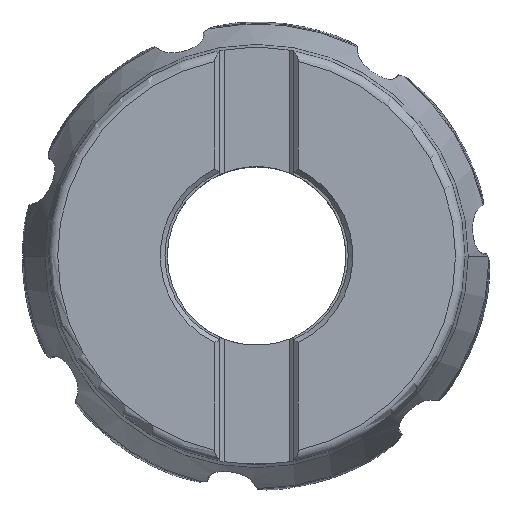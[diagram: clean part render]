
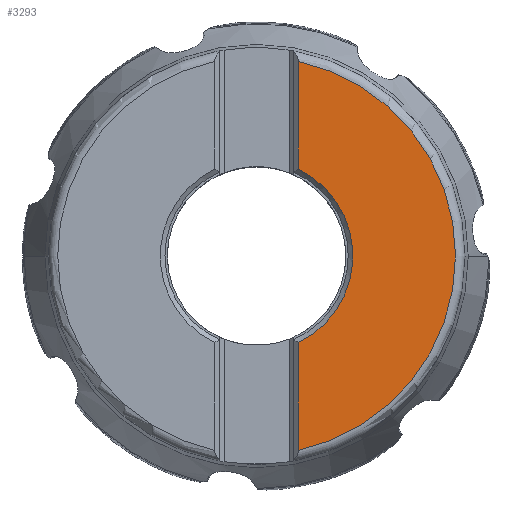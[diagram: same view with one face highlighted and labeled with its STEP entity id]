
A CAD part, top view. The second image highlights one B-rep face of the part: STEP entity #3293.
In plain terms, the highlighted planar face has unit normal (0, 0, 1).
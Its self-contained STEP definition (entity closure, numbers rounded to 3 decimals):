
#1278=FACE_OUTER_BOUND('',#4460,.T.);
#1963=LINE('',#56230,#2539);
#1964=LINE('',#56232,#2540);
#2539=VECTOR('',#20254,1.);
#2540=VECTOR('',#20257,1.);
#3293=ADVANCED_FACE('',(#1278),#3818,.T.);
#3818=PLANE('',#17339);
#4460=EDGE_LOOP('',(#9255,#9256,#9257,#9258,#9259));
#9255=ORIENTED_EDGE('',*,*,#14592,.F.);
#9256=ORIENTED_EDGE('',*,*,#14595,.T.);
#9257=ORIENTED_EDGE('',*,*,#14544,.F.);
#9258=ORIENTED_EDGE('',*,*,#14543,.F.);
#9259=ORIENTED_EDGE('',*,*,#14594,.F.);
#12355=VERTEX_POINT('',#56036);
#12356=VERTEX_POINT('',#56038);
#12357=VERTEX_POINT('',#56040);
#12384=VERTEX_POINT('',#56220);
#12385=VERTEX_POINT('',#56222);
#14543=EDGE_CURVE('',#12355,#12356,#15782,.T.);
#14544=EDGE_CURVE('',#12356,#12357,#15783,.T.);
#14592=EDGE_CURVE('',#12384,#12385,#15798,.T.);
#14594=EDGE_CURVE('',#12385,#12355,#1963,.T.);
#14595=EDGE_CURVE('',#12384,#12357,#1964,.T.);
#15782=CIRCLE('',#17301,42.45);
#15783=CIRCLE('',#17302,42.45);
#15798=CIRCLE('',#17336,20.55);
#17301=AXIS2_PLACEMENT_3D('',#56037,#20160,#20161);
#17302=AXIS2_PLACEMENT_3D('',#56039,#20162,#20163);
#17336=AXIS2_PLACEMENT_3D('',#56221,#20250,#20251);
#17339=AXIS2_PLACEMENT_3D('',#56233,#20258,#20259);
#20160=DIRECTION('',(0.,0.,-1.));
#20161=DIRECTION('',(0.211,0.978,0.));
#20162=DIRECTION('',(0.,0.,-1.));
#20163=DIRECTION('',(1.,0.,0.));
#20250=DIRECTION('',(0.,0.,1.));
#20251=DIRECTION('',(0.435,-0.9,0.));
#20254=DIRECTION('',(0.,1.,0.));
#20257=DIRECTION('',(0.,-1.,0.));
#20258=DIRECTION('',(0.,0.,1.));
#20259=DIRECTION('',(-1.,0.,0.));
#56036=CARTESIAN_POINT('',(8.937,41.498,0.));
#56037=CARTESIAN_POINT('',(0.,0.,0.));
#56038=CARTESIAN_POINT('',(42.45,-0.021,0.));
#56039=CARTESIAN_POINT('',(0.,0.,0.));
#56040=CARTESIAN_POINT('',(8.938,-41.498,0.));
#56220=CARTESIAN_POINT('',(8.937,-18.505,0.));
#56221=CARTESIAN_POINT('',(0.,0.,0.));
#56222=CARTESIAN_POINT('',(8.938,18.505,0.));
#56230=CARTESIAN_POINT('',(8.938,18.505,0.));
#56232=CARTESIAN_POINT('',(8.938,-18.505,0.));
#56233=CARTESIAN_POINT('',(25.694,0.,0.));
